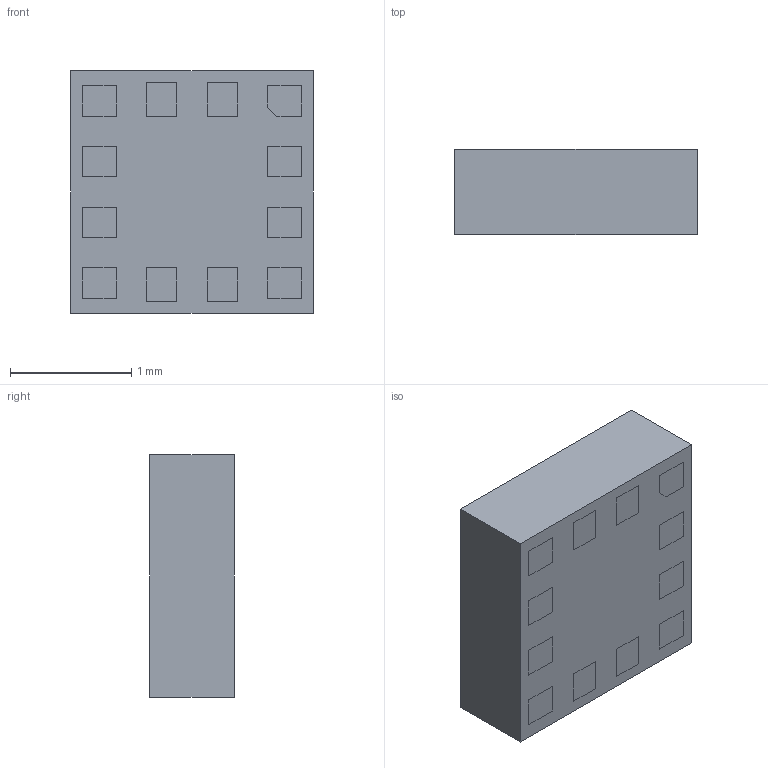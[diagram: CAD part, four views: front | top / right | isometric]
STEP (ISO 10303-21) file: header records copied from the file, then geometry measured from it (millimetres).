
FILE_DESCRIPTION (( 'STEP AP214' ), '1' );
FILE_NAME ('IIS2MDCTR.STEP', '2018-09-17T11:44:29', ( '' ), ( '' ), 'SwSTEP 2.0', 'SolidWorks 2017', '' );
FILE_SCHEMA (( 'AUTOMOTIVE_DESIGN' ));
Length unit declared in the file: millimetre
Products named in the file (1): IIS2MDCTR
Bounding box: 2 x 0.7 x 2 mm (x, y, z)
Volume: 2.8 mm3; surface area: 17.9 mm2
Topology: 14 solids, 14 shells, 147 faces, 318 edges, 212 vertices
Faces by surface type: plane 143, cylinder 4
Entity records: 4071 total; most frequent: CARTESIAN_POINT 678, ORIENTED_EDGE 636, DIRECTION 622, EDGE_CURVE 318, VECTOR 310, LINE 310, VERTEX_POINT 212, EDGE_LOOP 160
